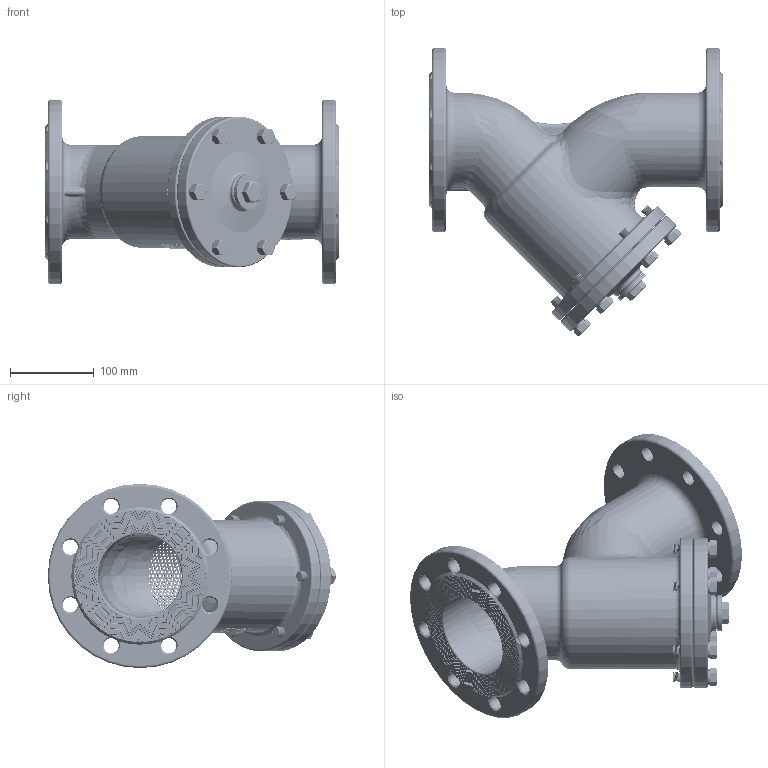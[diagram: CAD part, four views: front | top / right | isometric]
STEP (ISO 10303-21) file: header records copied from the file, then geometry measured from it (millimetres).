
FILE_DESCRIPTION(/* description */ (''),/* implementation_level */ '2;1');
FILE_NAME(/* name */ 'Y-GUOLUQI-DIN-PN16-4.0_asm.stp',/* time_stamp */ '2016-04-28T11:16:40+08:00',/* author */ (''),/* organization */ ('SL'),/* preprocessor_version */ 'ST-DEVELOPER v15',/* originating_system */ 'SIEMENS PLM Software NX 8.5',/* authorisation */ '');
FILE_SCHEMA (('CONFIG_CONTROL_DESIGN'));
Bounding box: 350 x 344.24 x 220 mm (x, y, z)
Volume: 2583547.4 mm3; surface area: 676438.5 mm2
Topology: 18 solids, 18 shells, 8180 faces, 24122 edges, 16007 vertices
Faces by surface type: cylinder 4061, plane 3096, extrusion 426, cone 298, bspline 248, torus 47, sphere 4
Full cylindrical faces by diameter (mm): 18 x16, 100 x2, 220 x2
Entity records: 511749 total; most frequent: CRTPNT 306171, ORNEDG 46014, DRCTN 35185, EDGCRV 23007, VRTPNT 15370, A2PL3D 13702, EDGLP 12019, BSCWK 9737
